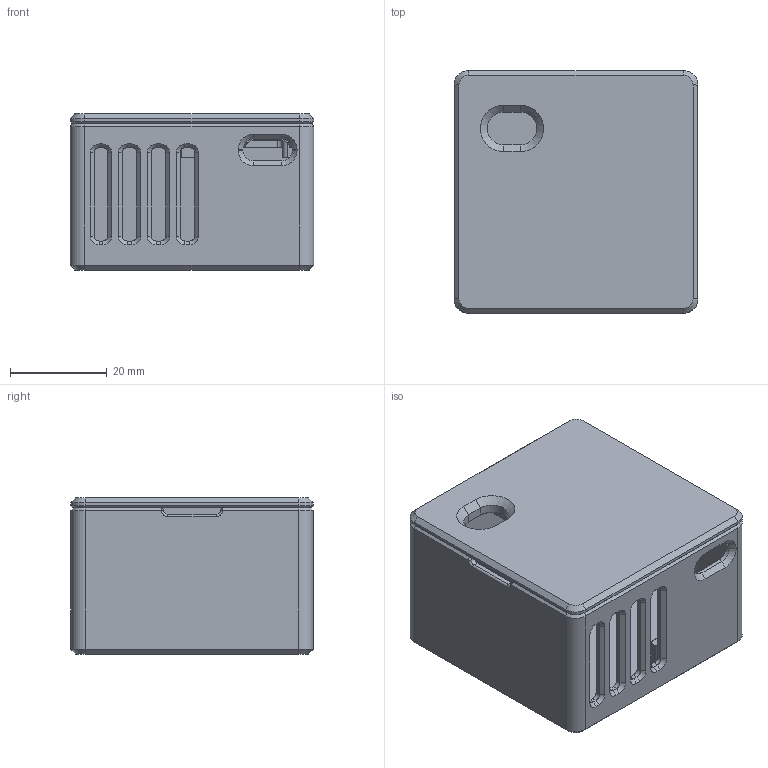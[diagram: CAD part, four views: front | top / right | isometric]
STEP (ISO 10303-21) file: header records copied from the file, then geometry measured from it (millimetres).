
FILE_DESCRIPTION(/* description */ ('','CAx-IF Rec.Pracs.---Representation and Presentation of Product Manufacturing Information (PMI)---4.0---2014-10-13'),/* implementation_level */ '2;1');
FILE_NAME(/* name */ 'Despro Niken v17.step',/* time_stamp */ '2024-11-30T15:04:59+07:00',/* author */ (''),/* organization */ (''),/* preprocessor_version */ 'ST-DEVELOPER v20',/* originating_system */ 'Autodesk Translation Framework v13.20.0.188',/* authorisation */ '');
FILE_SCHEMA (('AP242_MANAGED_MODEL_BASED_3D_ENGINEERING_MIM_LF { 1 0 10303 442 1 1 4 }'));
Length unit declared in the file: millimetre
Products named in the file (1): Despro Niken
Bounding box: 50.5 x 50.25 x 32.3 mm (x, y, z)
Volume: 21443.8 mm3; surface area: 23121.4 mm2
Topology: 2 solids, 2 shells, 334 faces, 828 edges, 501 vertices
Faces by surface type: plane 166, cylinder 97, cone 59, torus 8, bspline 4
Full cylindrical faces by diameter (mm): 1.9 x4, 2 x1
Entity records: 10003 total; most frequent: CARTESIAN_POINT 1896, DIRECTION 1758, ORIENTED_EDGE 1648, EDGE_CURVE 824, AXIS2_PLACEMENT_3D 615, LINE 528, VECTOR 528, VERTEX_POINT 501
